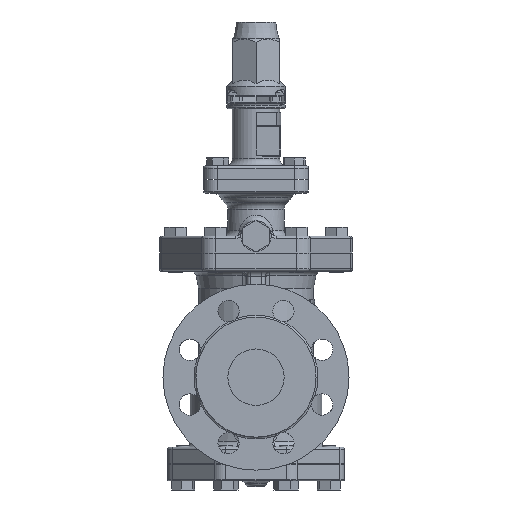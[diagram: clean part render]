
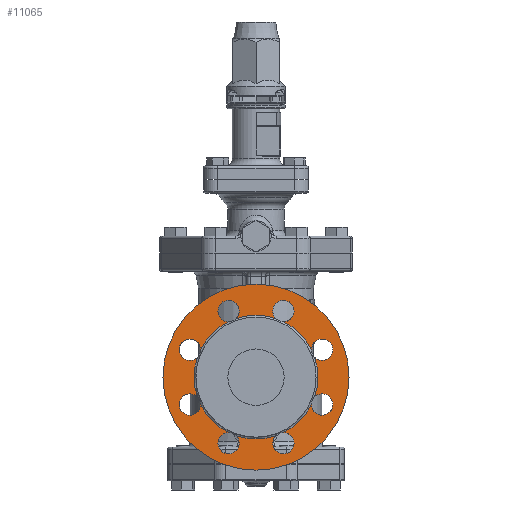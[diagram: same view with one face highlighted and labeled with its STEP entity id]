
A CAD part, left-side view. The second image highlights one B-rep face of the part: STEP entity #11065.
In plain terms, the highlighted planar face has unit normal (-1, 0, 0).
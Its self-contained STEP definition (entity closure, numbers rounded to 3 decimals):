
#2090=FACE_BOUND('',#3238,.T.);
#2200=PLANE('',#11814);
#2496=FACE_OUTER_BOUND('',#3237,.T.);
#3237=EDGE_LOOP('',(#7687));
#3238=EDGE_LOOP('',(#7688,#7689,#7690,#7691,#7692,#7693,#7694,#7695,#7696,
#7697,#7698,#7699,#7700,#7701,#7702,#7703));
#4292=CIRCLE('',#11806,54.85);
#4293=CIRCLE('',#11807,54.85);
#4294=CIRCLE('',#11808,54.85);
#4295=CIRCLE('',#11809,54.85);
#4296=CIRCLE('',#11810,54.85);
#4297=CIRCLE('',#11811,54.85);
#4298=CIRCLE('',#11812,54.85);
#4299=CIRCLE('',#11813,54.85);
#4300=CIRCLE('',#11815,82.5);
#4301=CIRCLE('',#11816,9.5);
#4302=CIRCLE('',#11817,9.5);
#4303=CIRCLE('',#11818,9.5);
#4304=CIRCLE('',#11819,9.5);
#4305=CIRCLE('',#11820,9.5);
#4306=CIRCLE('',#11821,9.5);
#4307=CIRCLE('',#11822,9.5);
#4308=CIRCLE('',#11823,9.5);
#4916=VERTEX_POINT('',#17666);
#4917=VERTEX_POINT('',#17667);
#4918=VERTEX_POINT('',#17684);
#4919=VERTEX_POINT('',#17686);
#4920=VERTEX_POINT('',#17703);
#4921=VERTEX_POINT('',#17705);
#4922=VERTEX_POINT('',#17722);
#4923=VERTEX_POINT('',#17724);
#4924=VERTEX_POINT('',#17741);
#4925=VERTEX_POINT('',#17743);
#4926=VERTEX_POINT('',#17760);
#4927=VERTEX_POINT('',#17762);
#4928=VERTEX_POINT('',#17779);
#4929=VERTEX_POINT('',#17781);
#4930=VERTEX_POINT('',#17798);
#4931=VERTEX_POINT('',#17800);
#4932=VERTEX_POINT('',#17819);
#5980=EDGE_CURVE('',#4916,#4918,#4292,.T.);
#5982=EDGE_CURVE('',#4919,#4920,#4293,.T.);
#5984=EDGE_CURVE('',#4921,#4922,#4294,.T.);
#5986=EDGE_CURVE('',#4923,#4924,#4295,.T.);
#5988=EDGE_CURVE('',#4925,#4926,#4296,.T.);
#5990=EDGE_CURVE('',#4927,#4928,#4297,.T.);
#5992=EDGE_CURVE('',#4929,#4930,#4298,.T.);
#5994=EDGE_CURVE('',#4931,#4917,#4299,.T.);
#5995=EDGE_CURVE('',#4932,#4932,#4300,.T.);
#5996=EDGE_CURVE('',#4918,#4919,#4301,.T.);
#5997=EDGE_CURVE('',#4917,#4916,#4302,.T.);
#5998=EDGE_CURVE('',#4930,#4931,#4303,.T.);
#5999=EDGE_CURVE('',#4928,#4929,#4304,.T.);
#6000=EDGE_CURVE('',#4926,#4927,#4305,.T.);
#6001=EDGE_CURVE('',#4924,#4925,#4306,.T.);
#6002=EDGE_CURVE('',#4922,#4923,#4307,.T.);
#6003=EDGE_CURVE('',#4920,#4921,#4308,.T.);
#7687=ORIENTED_EDGE('',*,*,#5995,.F.);
#7688=ORIENTED_EDGE('',*,*,#5982,.F.);
#7689=ORIENTED_EDGE('',*,*,#5996,.F.);
#7690=ORIENTED_EDGE('',*,*,#5980,.F.);
#7691=ORIENTED_EDGE('',*,*,#5997,.F.);
#7692=ORIENTED_EDGE('',*,*,#5994,.F.);
#7693=ORIENTED_EDGE('',*,*,#5998,.F.);
#7694=ORIENTED_EDGE('',*,*,#5992,.F.);
#7695=ORIENTED_EDGE('',*,*,#5999,.F.);
#7696=ORIENTED_EDGE('',*,*,#5990,.F.);
#7697=ORIENTED_EDGE('',*,*,#6000,.F.);
#7698=ORIENTED_EDGE('',*,*,#5988,.F.);
#7699=ORIENTED_EDGE('',*,*,#6001,.F.);
#7700=ORIENTED_EDGE('',*,*,#5986,.F.);
#7701=ORIENTED_EDGE('',*,*,#6002,.F.);
#7702=ORIENTED_EDGE('',*,*,#5984,.F.);
#7703=ORIENTED_EDGE('',*,*,#6003,.F.);
#11065=ADVANCED_FACE('',(#2496,#2090),#2200,.F.);
#11806=AXIS2_PLACEMENT_3D('',#17685,#13075,#13076);
#11807=AXIS2_PLACEMENT_3D('',#17704,#13077,#13078);
#11808=AXIS2_PLACEMENT_3D('',#17723,#13079,#13080);
#11809=AXIS2_PLACEMENT_3D('',#17742,#13081,#13082);
#11810=AXIS2_PLACEMENT_3D('',#17761,#13083,#13084);
#11811=AXIS2_PLACEMENT_3D('',#17780,#13085,#13086);
#11812=AXIS2_PLACEMENT_3D('',#17799,#13087,#13088);
#11813=AXIS2_PLACEMENT_3D('',#17817,#13089,#13090);
#11814=AXIS2_PLACEMENT_3D('',#17818,#13091,#13092);
#11815=AXIS2_PLACEMENT_3D('',#17820,#13093,#13094);
#11816=AXIS2_PLACEMENT_3D('',#17821,#13095,#13096);
#11817=AXIS2_PLACEMENT_3D('',#17822,#13097,#13098);
#11818=AXIS2_PLACEMENT_3D('',#17823,#13099,#13100);
#11819=AXIS2_PLACEMENT_3D('',#17824,#13101,#13102);
#11820=AXIS2_PLACEMENT_3D('',#17825,#13103,#13104);
#11821=AXIS2_PLACEMENT_3D('',#17826,#13105,#13106);
#11822=AXIS2_PLACEMENT_3D('',#17827,#13107,#13108);
#11823=AXIS2_PLACEMENT_3D('',#17828,#13109,#13110);
#13075=DIRECTION('center_axis',(-1.,0.,0.));
#13076=DIRECTION('ref_axis',(0.,0.,1.));
#13077=DIRECTION('center_axis',(-1.,0.,0.));
#13078=DIRECTION('ref_axis',(0.,0.,1.));
#13079=DIRECTION('center_axis',(-1.,0.,0.));
#13080=DIRECTION('ref_axis',(0.,0.,1.));
#13081=DIRECTION('center_axis',(-1.,0.,0.));
#13082=DIRECTION('ref_axis',(0.,0.,1.));
#13083=DIRECTION('center_axis',(-1.,0.,0.));
#13084=DIRECTION('ref_axis',(0.,0.,1.));
#13085=DIRECTION('center_axis',(-1.,0.,0.));
#13086=DIRECTION('ref_axis',(0.,0.,1.));
#13087=DIRECTION('center_axis',(-1.,0.,0.));
#13088=DIRECTION('ref_axis',(0.,0.,1.));
#13089=DIRECTION('center_axis',(-1.,0.,0.));
#13090=DIRECTION('ref_axis',(0.,0.,1.));
#13091=DIRECTION('center_axis',(1.,0.,0.));
#13092=DIRECTION('ref_axis',(0.,0.,-1.));
#13093=DIRECTION('center_axis',(1.,0.,0.));
#13094=DIRECTION('ref_axis',(0.,0.,1.));
#13095=DIRECTION('center_axis',(-1.,0.,0.));
#13096=DIRECTION('ref_axis',(0.,0.,1.));
#13097=DIRECTION('center_axis',(-1.,0.,0.));
#13098=DIRECTION('ref_axis',(0.,-0.707,0.707));
#13099=DIRECTION('center_axis',(-1.,0.,0.));
#13100=DIRECTION('ref_axis',(0.,-1.,0.));
#13101=DIRECTION('center_axis',(-1.,0.,0.));
#13102=DIRECTION('ref_axis',(0.,-0.707,-0.707));
#13103=DIRECTION('center_axis',(-1.,0.,0.));
#13104=DIRECTION('ref_axis',(0.,0.,-1.));
#13105=DIRECTION('center_axis',(-1.,0.,0.));
#13106=DIRECTION('ref_axis',(0.,0.707,-0.707));
#13107=DIRECTION('center_axis',(-1.,0.,0.));
#13108=DIRECTION('ref_axis',(0.,1.,0.));
#13109=DIRECTION('center_axis',(-1.,0.,0.));
#13110=DIRECTION('ref_axis',(0.,0.707,0.707));
#17666=CARTESIAN_POINT('',(-128.4,17.573,-51.959));
#17667=CARTESIAN_POINT('',(-128.4,24.314,-49.166));
#17684=CARTESIAN_POINT('',(-128.4,-17.573,-51.959));
#17685=CARTESIAN_POINT('Origin',(-128.4,0.,0.));
#17686=CARTESIAN_POINT('',(-128.4,-24.314,-49.166));
#17703=CARTESIAN_POINT('',(-128.4,-49.166,-24.314));
#17704=CARTESIAN_POINT('Origin',(-128.4,0.,0.));
#17705=CARTESIAN_POINT('',(-128.4,-51.959,-17.573));
#17722=CARTESIAN_POINT('',(-128.4,-51.959,17.573));
#17723=CARTESIAN_POINT('Origin',(-128.4,0.,0.));
#17724=CARTESIAN_POINT('',(-128.4,-49.166,24.314));
#17741=CARTESIAN_POINT('',(-128.4,-24.314,49.166));
#17742=CARTESIAN_POINT('Origin',(-128.4,0.,0.));
#17743=CARTESIAN_POINT('',(-128.4,-17.573,51.959));
#17760=CARTESIAN_POINT('',(-128.4,17.573,51.959));
#17761=CARTESIAN_POINT('Origin',(-128.4,0.,0.));
#17762=CARTESIAN_POINT('',(-128.4,24.314,49.166));
#17779=CARTESIAN_POINT('',(-128.4,49.166,24.314));
#17780=CARTESIAN_POINT('Origin',(-128.4,0.,0.));
#17781=CARTESIAN_POINT('',(-128.4,51.959,17.573));
#17798=CARTESIAN_POINT('',(-128.4,51.959,-17.573));
#17799=CARTESIAN_POINT('Origin',(-128.4,0.,0.));
#17800=CARTESIAN_POINT('',(-128.4,49.166,-24.314));
#17817=CARTESIAN_POINT('Origin',(-128.4,0.,0.));
#17818=CARTESIAN_POINT('Origin',(-128.4,0.,0.));
#17819=CARTESIAN_POINT('',(-128.4,0.,-82.5));
#17820=CARTESIAN_POINT('Origin',(-128.4,0.,0.));
#17821=CARTESIAN_POINT('Origin',(-128.4,-24.3,-58.666));
#17822=CARTESIAN_POINT('Origin',(-128.4,24.3,-58.666));
#17823=CARTESIAN_POINT('Origin',(-128.4,58.666,-24.3));
#17824=CARTESIAN_POINT('Origin',(-128.4,58.666,24.3));
#17825=CARTESIAN_POINT('Origin',(-128.4,24.3,58.666));
#17826=CARTESIAN_POINT('Origin',(-128.4,-24.3,58.666));
#17827=CARTESIAN_POINT('Origin',(-128.4,-58.666,24.3));
#17828=CARTESIAN_POINT('Origin',(-128.4,-58.666,-24.3));
